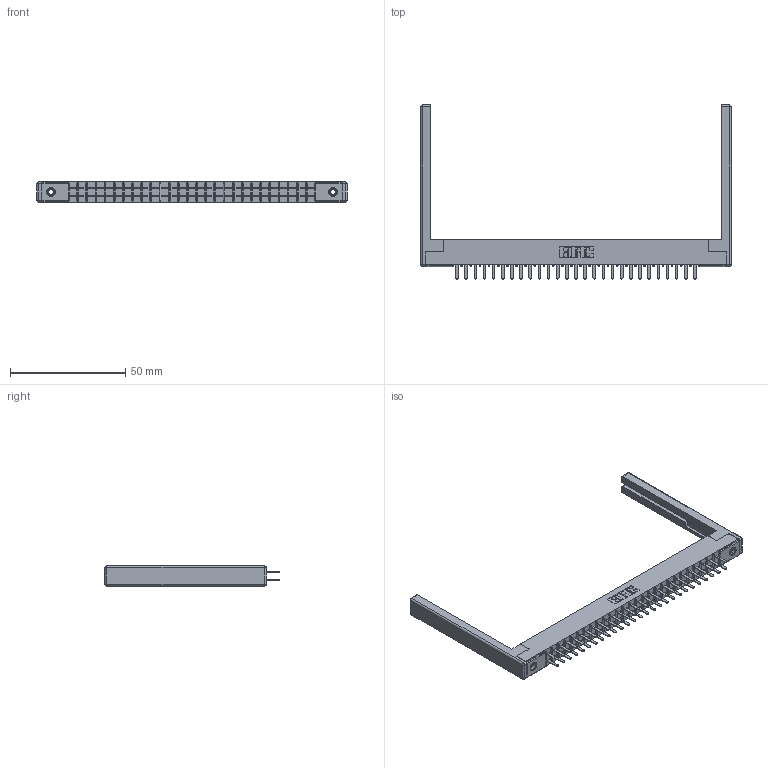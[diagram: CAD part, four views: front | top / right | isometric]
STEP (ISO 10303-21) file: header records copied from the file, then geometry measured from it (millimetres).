
FILE_DESCRIPTION (( 'STEP AP203' ), '1' );
FILE_NAME ('355-054-520-268.STEP', '2019-09-11T16:57:28', ( '' ), ( '' ), 'SwSTEP 2.0', 'SolidWorks 2016', '' );
FILE_SCHEMA (( 'CONFIG_CONTROL_DESIGN' ));
Length unit declared in the file: inch
Products named in the file (5): 355-054-520-268; 345-250-001_345-250-001-102; 305 Part_.156 Dia; 305-290-001_520; 307-220-068
Assembly tree (59 placements, depth 2):
  355-054-520-268
    305 Part_.156 Dia
    305-290-001_520  x54
    345-250-001_345-250-001-102  x2
    307-220-068  x2
Bounding box: 134.42 x 75.39 x 8.71 mm (x, y, z)
Volume: 12987.4 mm3; surface area: 20266.3 mm2
Topology: 59 solids, 59 shells, 2754 faces, 7807 edges, 5038 vertices
Faces by surface type: plane 1614, cylinder 1008, sphere 116, cone 12, torus 4
Entity records: 33699 total; most frequent: CARTESIAN_POINT 5548, ORIENTED_EDGE 5496, DIRECTION 5398, EDGE_CURVE 2748, LINE 2198, VECTOR 2198, VERTEX_POINT 1750, AXIS2_PLACEMENT_3D 1600
